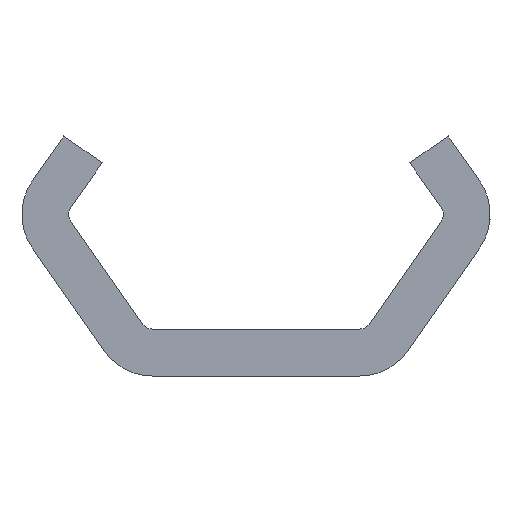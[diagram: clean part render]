
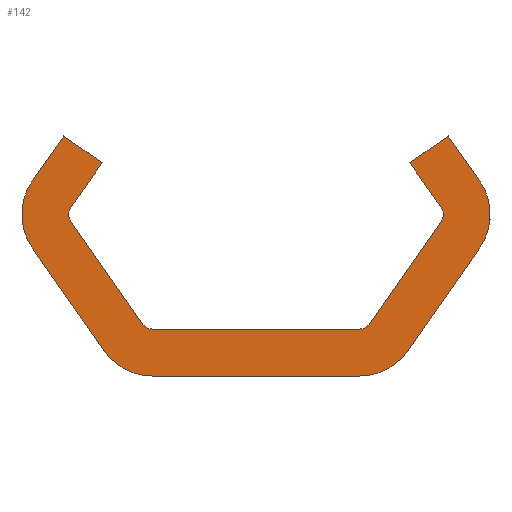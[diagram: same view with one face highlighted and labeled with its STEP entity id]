
A CAD part, left-side view. The second image highlights one B-rep face of the part: STEP entity #142.
In plain terms, the highlighted planar face has unit normal (-1, 0, 0).
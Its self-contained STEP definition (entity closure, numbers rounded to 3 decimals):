
#142 = ADVANCED_FACE( '', ( #248 ), #249, .F. );
#248 = FACE_OUTER_BOUND( '', #413, .T. );
#249 = PLANE( '', #414 );
#413 = EDGE_LOOP( '', ( #699, #700, #701, #702, #703, #704, #705, #706, #707, #708, #709, #710, #711, #712, #713, #714, #715, #716, #717, #718 ) );
#414 = AXIS2_PLACEMENT_3D( '', #719, #720, #721 );
#699 = ORIENTED_EDGE( '', *, *, #1151, .F. );
#700 = ORIENTED_EDGE( '', *, *, #1271, .F. );
#701 = ORIENTED_EDGE( '', *, *, #1272, .F. );
#702 = ORIENTED_EDGE( '', *, *, #1273, .F. );
#703 = ORIENTED_EDGE( '', *, *, #1208, .F. );
#704 = ORIENTED_EDGE( '', *, *, #1274, .F. );
#705 = ORIENTED_EDGE( '', *, *, #1275, .F. );
#706 = ORIENTED_EDGE( '', *, *, #1276, .F. );
#707 = ORIENTED_EDGE( '', *, *, #1277, .F. );
#708 = ORIENTED_EDGE( '', *, *, #1278, .F. );
#709 = ORIENTED_EDGE( '', *, *, #1279, .F. );
#710 = ORIENTED_EDGE( '', *, *, #1280, .T. );
#711 = ORIENTED_EDGE( '', *, *, #1281, .F. );
#712 = ORIENTED_EDGE( '', *, *, #1282, .T. );
#713 = ORIENTED_EDGE( '', *, *, #1259, .F. );
#714 = ORIENTED_EDGE( '', *, *, #1283, .T. );
#715 = ORIENTED_EDGE( '', *, *, #1284, .F. );
#716 = ORIENTED_EDGE( '', *, *, #1285, .T. );
#717 = ORIENTED_EDGE( '', *, *, #1268, .F. );
#718 = ORIENTED_EDGE( '', *, *, #1265, .F. );
#719 = CARTESIAN_POINT( '', ( 0., 7.5, 0. ) );
#720 = DIRECTION( '', ( 1., 0., 0. ) );
#721 = DIRECTION( '', ( 0., 0., -1. ) );
#1151 = EDGE_CURVE( '', #1355, #1356, #1357, .T. );
#1208 = EDGE_CURVE( '', #1467, #1468, #1469, .T. );
#1259 = EDGE_CURVE( '', #1567, #1568, #1569, .T. );
#1265 = EDGE_CURVE( '', #1356, #1577, #1578, .T. );
#1268 = EDGE_CURVE( '', #1577, #1582, #1583, .T. );
#1271 = EDGE_CURVE( '', #1587, #1355, #1588, .T. );
#1272 = EDGE_CURVE( '', #1589, #1587, #1590, .T. );
#1273 = EDGE_CURVE( '', #1468, #1589, #1591, .T. );
#1274 = EDGE_CURVE( '', #1592, #1467, #1593, .T. );
#1275 = EDGE_CURVE( '', #1594, #1592, #1595, .T. );
#1276 = EDGE_CURVE( '', #1596, #1594, #1597, .T. );
#1277 = EDGE_CURVE( '', #1598, #1596, #1599, .T. );
#1278 = EDGE_CURVE( '', #1600, #1598, #1601, .T. );
#1279 = EDGE_CURVE( '', #1602, #1600, #1603, .T. );
#1280 = EDGE_CURVE( '', #1602, #1604, #1605, .T. );
#1281 = EDGE_CURVE( '', #1606, #1604, #1607, .T. );
#1282 = EDGE_CURVE( '', #1606, #1568, #1608, .T. );
#1283 = EDGE_CURVE( '', #1567, #1609, #1610, .T. );
#1284 = EDGE_CURVE( '', #1611, #1609, #1612, .T. );
#1285 = EDGE_CURVE( '', #1611, #1582, #1613, .T. );
#1355 = VERTEX_POINT( '', #1695 );
#1356 = VERTEX_POINT( '', #1696 );
#1357 = LINE( '', #1697, #1698 );
#1467 = VERTEX_POINT( '', #1839 );
#1468 = VERTEX_POINT( '', #1840 );
#1469 = LINE( '', #1841, #1842 );
#1567 = VERTEX_POINT( '', #1967 );
#1568 = VERTEX_POINT( '', #1968 );
#1569 = LINE( '', #1969, #1970 );
#1577 = VERTEX_POINT( '', #1983 );
#1578 = LINE( '', #1984, #1985 );
#1582 = VERTEX_POINT( '', #1991 );
#1583 = LINE( '', #1992, #1993 );
#1587 = VERTEX_POINT( '', #1999 );
#1588 = CIRCLE( '', #2000, 2.5 );
#1589 = VERTEX_POINT( '', #2001 );
#1590 = LINE( '', #2002, #2003 );
#1591 = CIRCLE( '', #2004, 2.5 );
#1592 = VERTEX_POINT( '', #2005 );
#1593 = CIRCLE( '', #2006, 2.5 );
#1594 = VERTEX_POINT( '', #2007 );
#1595 = LINE( '', #2008, #2009 );
#1596 = VERTEX_POINT( '', #2010 );
#1597 = CIRCLE( '', #2011, 2.5 );
#1598 = VERTEX_POINT( '', #2012 );
#1599 = LINE( '', #2013, #2014 );
#1600 = VERTEX_POINT( '', #2015 );
#1601 = LINE( '', #2016, #2017 );
#1602 = VERTEX_POINT( '', #2018 );
#1603 = LINE( '', #2019, #2020 );
#1604 = VERTEX_POINT( '', #2021 );
#1605 = CIRCLE( '', #2022, 0.5 );
#1606 = VERTEX_POINT( '', #2023 );
#1607 = LINE( '', #2024, #2025 );
#1608 = CIRCLE( '', #2026, 0.5 );
#1609 = VERTEX_POINT( '', #2027 );
#1610 = CIRCLE( '', #2028, 0.5 );
#1611 = VERTEX_POINT( '', #2029 );
#1612 = LINE( '', #2030, #2031 );
#1613 = CIRCLE( '', #2032, 0.5 );
#1695 = CARTESIAN_POINT( '', ( 0., 9.548, 1.434 ) );
#1696 = CARTESIAN_POINT( '', ( 0., 8.206, 3.35 ) );
#1697 = CARTESIAN_POINT( '', ( 0., 9.548, 1.434 ) );
#1698 = VECTOR( '', #2175, 1000. );
#1839 = CARTESIAN_POINT( '', ( 0., -4.419, -6.9 ) );
#1840 = CARTESIAN_POINT( '', ( 0., 4.419, -6.9 ) );
#1841 = CARTESIAN_POINT( '', ( 0., -4.419, -6.9 ) );
#1842 = VECTOR( '', #2282, 1000. );
#1967 = CARTESIAN_POINT( '', ( 0., 4.419, -4.9 ) );
#1968 = CARTESIAN_POINT( '', ( 0., -4.419, -4.9 ) );
#1969 = CARTESIAN_POINT( '', ( 0., 4.419, -4.9 ) );
#1970 = VECTOR( '', #2379, 1000. );
#1983 = CARTESIAN_POINT( '', ( 0., 6.568, 2.203 ) );
#1984 = CARTESIAN_POINT( '', ( 0., 8.206, 3.35 ) );
#1985 = VECTOR( '', #2385, 1000. );
#1991 = CARTESIAN_POINT( '', ( 0., 7.91, 0.287 ) );
#1992 = CARTESIAN_POINT( '', ( 0., 6.568, 2.203 ) );
#1993 = VECTOR( '', #2388, 1000. );
#1999 = CARTESIAN_POINT( '', ( 0., 9.548, -1.434 ) );
#2000 = AXIS2_PLACEMENT_3D( '', #2391, #2392, #2393 );
#2001 = CARTESIAN_POINT( '', ( 0., 6.467, -5.834 ) );
#2002 = CARTESIAN_POINT( '', ( 0., 6.467, -5.834 ) );
#2003 = VECTOR( '', #2394, 1000. );
#2004 = AXIS2_PLACEMENT_3D( '', #2395, #2396, #2397 );
#2005 = CARTESIAN_POINT( '', ( 0., -6.467, -5.834 ) );
#2006 = AXIS2_PLACEMENT_3D( '', #2398, #2399, #2400 );
#2007 = CARTESIAN_POINT( '', ( 0., -9.548, -1.434 ) );
#2008 = CARTESIAN_POINT( '', ( 0., -9.548, -1.434 ) );
#2009 = VECTOR( '', #2401, 1000. );
#2010 = CARTESIAN_POINT( '', ( 0., -9.548, 1.434 ) );
#2011 = AXIS2_PLACEMENT_3D( '', #2402, #2403, #2404 );
#2012 = CARTESIAN_POINT( '', ( 0., -8.206, 3.35 ) );
#2013 = CARTESIAN_POINT( '', ( 0., -8.206, 3.35 ) );
#2014 = VECTOR( '', #2405, 1000. );
#2015 = CARTESIAN_POINT( '', ( 0., -6.568, 2.203 ) );
#2016 = CARTESIAN_POINT( '', ( 0., -6.568, 2.203 ) );
#2017 = VECTOR( '', #2406, 1000. );
#2018 = CARTESIAN_POINT( '', ( 0., -7.91, 0.287 ) );
#2019 = CARTESIAN_POINT( '', ( 0., -7.91, 0.287 ) );
#2020 = VECTOR( '', #2407, 1000. );
#2021 = CARTESIAN_POINT( '', ( 0., -7.91, -0.287 ) );
#2022 = AXIS2_PLACEMENT_3D( '', #2408, #2409, #2410 );
#2023 = CARTESIAN_POINT( '', ( 0., -4.829, -4.687 ) );
#2024 = CARTESIAN_POINT( '', ( 0., -4.829, -4.687 ) );
#2025 = VECTOR( '', #2411, 1000. );
#2026 = AXIS2_PLACEMENT_3D( '', #2412, #2413, #2414 );
#2027 = CARTESIAN_POINT( '', ( 0., 4.829, -4.687 ) );
#2028 = AXIS2_PLACEMENT_3D( '', #2415, #2416, #2417 );
#2029 = CARTESIAN_POINT( '', ( 0., 7.91, -0.287 ) );
#2030 = CARTESIAN_POINT( '', ( 0., 7.91, -0.287 ) );
#2031 = VECTOR( '', #2418, 1000. );
#2032 = AXIS2_PLACEMENT_3D( '', #2419, #2420, #2421 );
#2175 = DIRECTION( '', ( 0., -0.574, 0.819 ) );
#2282 = DIRECTION( '', ( 0., 1., 0. ) );
#2379 = DIRECTION( '', ( 0., -1., 0. ) );
#2385 = DIRECTION( '', ( 0., -0.819, -0.574 ) );
#2388 = DIRECTION( '', ( 0., 0.574, -0.819 ) );
#2391 = CARTESIAN_POINT( '', ( 0., 7.5, 0. ) );
#2392 = DIRECTION( '', ( 1., 0., 0. ) );
#2393 = DIRECTION( '', ( 0., 0., -1. ) );
#2394 = DIRECTION( '', ( 0., 0.574, 0.819 ) );
#2395 = CARTESIAN_POINT( '', ( 0., 4.419, -4.4 ) );
#2396 = DIRECTION( '', ( 1., 0., 0. ) );
#2397 = DIRECTION( '', ( 0., 0., -1. ) );
#2398 = CARTESIAN_POINT( '', ( 0., -4.419, -4.4 ) );
#2399 = DIRECTION( '', ( 1., 0., 0. ) );
#2400 = DIRECTION( '', ( 0., 0., -1. ) );
#2401 = DIRECTION( '', ( 0., 0.574, -0.819 ) );
#2402 = CARTESIAN_POINT( '', ( 0., -7.5, 0. ) );
#2403 = DIRECTION( '', ( 1., 0., 0. ) );
#2404 = DIRECTION( '', ( 0., 0., -1. ) );
#2405 = DIRECTION( '', ( 0., -0.574, -0.819 ) );
#2406 = DIRECTION( '', ( 0., -0.819, 0.574 ) );
#2407 = DIRECTION( '', ( 0., 0.574, 0.819 ) );
#2408 = CARTESIAN_POINT( '', ( 0., -7.5, 0. ) );
#2409 = DIRECTION( '', ( 1., 0., 0. ) );
#2410 = DIRECTION( '', ( 0., 0., -1. ) );
#2411 = DIRECTION( '', ( 0., -0.574, 0.819 ) );
#2412 = CARTESIAN_POINT( '', ( 0., -4.419, -4.4 ) );
#2413 = DIRECTION( '', ( 1., 0., 0. ) );
#2414 = DIRECTION( '', ( 0., 0., -1. ) );
#2415 = CARTESIAN_POINT( '', ( 0., 4.419, -4.4 ) );
#2416 = DIRECTION( '', ( 1., 0., 0. ) );
#2417 = DIRECTION( '', ( 0., 0., -1. ) );
#2418 = DIRECTION( '', ( 0., -0.574, -0.819 ) );
#2419 = CARTESIAN_POINT( '', ( 0., 7.5, 0. ) );
#2420 = DIRECTION( '', ( 1., 0., 0. ) );
#2421 = DIRECTION( '', ( 0., 0., -1. ) );
